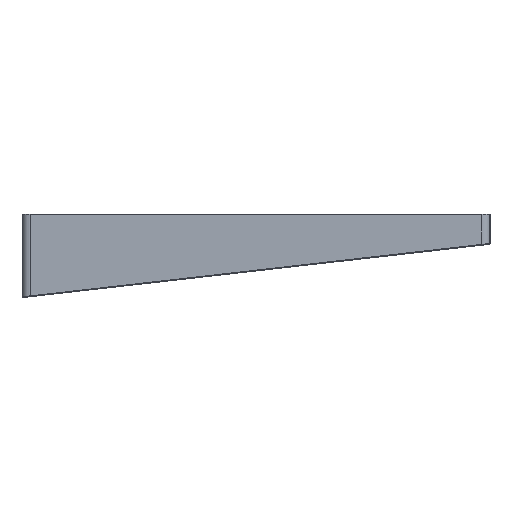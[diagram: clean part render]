
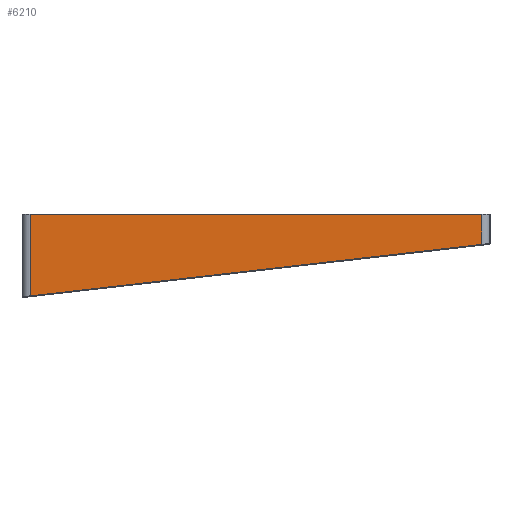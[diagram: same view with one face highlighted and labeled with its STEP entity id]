
A CAD part, left-side view. The second image highlights one B-rep face of the part: STEP entity #6210.
In plain terms, the highlighted planar face has unit normal (-1, 0, 0).
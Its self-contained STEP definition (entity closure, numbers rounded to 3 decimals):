
#121=B_SPLINE_CURVE_WITH_KNOTS('',3,(#9500,#9501,#9502,#9503),
 .UNSPECIFIED.,.F.,.F.,(4,4),(1.559,1.571),
 .UNSPECIFIED.);
#209=PLANE('',#6597);
#413=FACE_OUTER_BOUND('',#770,.T.);
#770=EDGE_LOOP('',(#4315,#4316,#4317,#4318,#4319));
#1211=LINE('',#9479,#1790);
#1222=LINE('',#9662,#1801);
#1223=LINE('',#9664,#1802);
#1224=LINE('',#9665,#1803);
#1790=VECTOR('',#7409,10.);
#1801=VECTOR('',#7426,10.);
#1802=VECTOR('',#7427,10.);
#1803=VECTOR('',#7428,10.);
#2640=VERTEX_POINT('',#9425);
#2644=VERTEX_POINT('',#9472);
#2647=VERTEX_POINT('',#9477);
#2660=VERTEX_POINT('',#9661);
#2661=VERTEX_POINT('',#9663);
#3292=EDGE_CURVE('',#2647,#2644,#1211,.T.);
#3294=EDGE_CURVE('',#2640,#2647,#121,.T.);
#3315=EDGE_CURVE('',#2660,#2640,#1222,.T.);
#3316=EDGE_CURVE('',#2660,#2661,#1223,.T.);
#3317=EDGE_CURVE('',#2644,#2661,#1224,.T.);
#4315=ORIENTED_EDGE('',*,*,#3292,.F.);
#4316=ORIENTED_EDGE('',*,*,#3294,.F.);
#4317=ORIENTED_EDGE('',*,*,#3315,.F.);
#4318=ORIENTED_EDGE('',*,*,#3316,.T.);
#4319=ORIENTED_EDGE('',*,*,#3317,.F.);
#6210=ADVANCED_FACE('',(#413),#209,.T.);
#6597=AXIS2_PLACEMENT_3D('',#9660,#7424,#7425);
#7409=DIRECTION('',(0.,0.994,-0.113));
#7424=DIRECTION('center_axis',(-1.,0.,0.));
#7425=DIRECTION('ref_axis',(0.,1.,0.));
#7426=DIRECTION('',(0.,0.,-1.));
#7427=DIRECTION('',(0.,1.,0.));
#7428=DIRECTION('',(0.,0.,1.));
#9425=CARTESIAN_POINT('',(-2.375,-106.387,-8.566));
#9472=CARTESIAN_POINT('',(-2.375,6.375,-21.414));
#9477=CARTESIAN_POINT('',(-2.375,-106.365,-8.569));
#9479=CARTESIAN_POINT('',(-2.375,-50.57,-14.926));
#9500=CARTESIAN_POINT('Ctrl Pts',(-2.375,-106.387,-8.566));
#9501=CARTESIAN_POINT('Ctrl Pts',(-2.375,-106.38,-8.567));
#9502=CARTESIAN_POINT('Ctrl Pts',(-2.375,-106.372,-8.568));
#9503=CARTESIAN_POINT('Ctrl Pts',(-2.375,-106.365,-8.569));
#9660=CARTESIAN_POINT('Origin',(-2.375,-106.388,-1.1));
#9661=CARTESIAN_POINT('',(-2.375,-106.388,-1.1));
#9662=CARTESIAN_POINT('',(-2.375,-106.388,-1.1));
#9663=CARTESIAN_POINT('',(-2.375,6.375,-1.1));
#9664=CARTESIAN_POINT('',(-2.375,-78.197,-1.1));
#9665=CARTESIAN_POINT('',(-2.375,6.375,-1.1));
